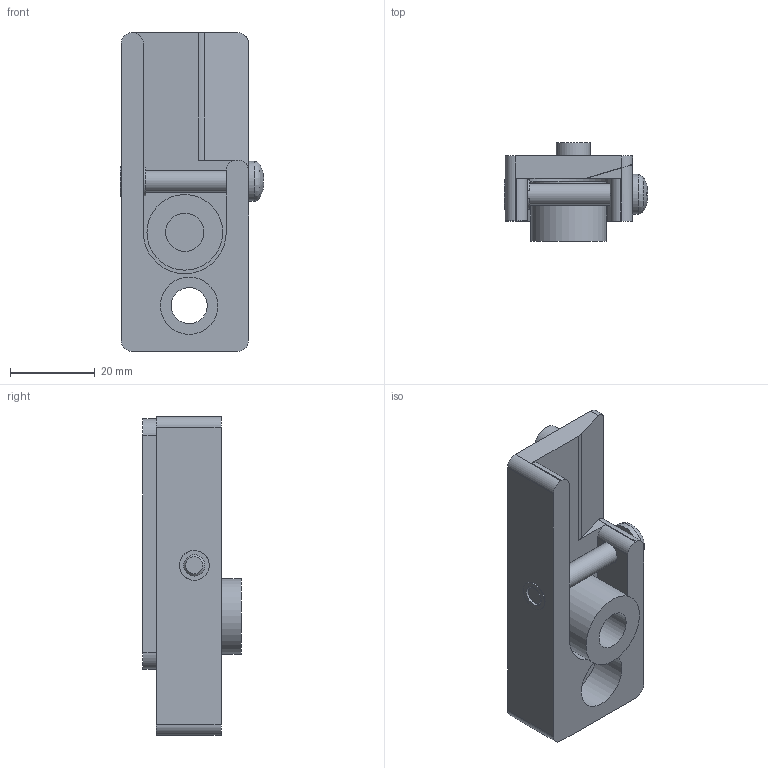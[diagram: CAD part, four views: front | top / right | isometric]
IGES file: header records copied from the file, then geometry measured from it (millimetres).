
Global section: file name: 534019P.stp.ipt; native system: Autodesk Inventor 2014; preprocessor: unknown; author: zeman; date: 20151016.101848; units: millimetre
Bounding box: 33.9 x 23.1 x 75 mm (x, y, z)
Volume: 23065.2 mm3; surface area: 12006.1 mm2
Topology: 4 solids, 4 shells, 100 faces, 269 edges, 179 vertices
Faces by surface type: plane 50, revolution 23, cylinder 14, cone 11, sphere 1, bspline 1
Full cylindrical faces by diameter (mm): 4.567 x1, 5 x1, 7 x1, 17.8 x1
